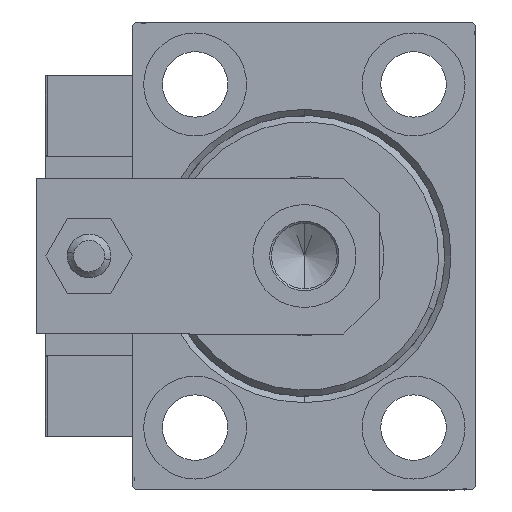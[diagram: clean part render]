
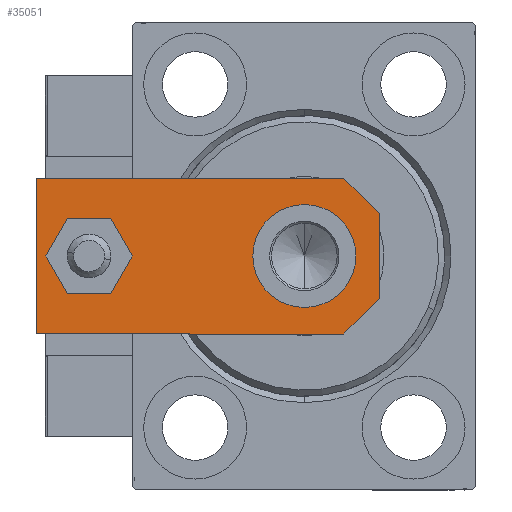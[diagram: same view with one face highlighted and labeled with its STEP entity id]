
A CAD part, left-side view. The second image highlights one B-rep face of the part: STEP entity #35051.
In plain terms, the highlighted face is planar.
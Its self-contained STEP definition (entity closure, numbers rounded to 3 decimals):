
#1174 = DIRECTION ( 'NONE',  ( 0., 0., 1. ) ) ;
#2214 = EDGE_LOOP ( 'NONE', ( #3091, #19677 ) ) ;
#3091 = ORIENTED_EDGE ( 'NONE', *, *, #21070, .F. ) ;
#3448 = CARTESIAN_POINT ( 'NONE',  ( 0., 46.5, 6. ) ) ;
#3558 = AXIS2_PLACEMENT_3D ( 'NONE', #11199, #29993, #15326 ) ;
#3603 = ORIENTED_EDGE ( 'NONE', *, *, #33473, .T. ) ;
#3935 = VECTOR ( 'NONE', #9540, 1000. ) ;
#4391 = CARTESIAN_POINT ( 'NONE',  ( 8.25, 12., 6. ) ) ;
#4496 = FACE_BOUND ( 'NONE', #41211, .T. ) ;
#4859 = LINE ( 'NONE', #28555, #11019 ) ;
#5034 = CARTESIAN_POINT ( 'NONE',  ( 0., 12., 6. ) ) ;
#6380 = ORIENTED_EDGE ( 'NONE', *, *, #13612, .T. ) ;
#7817 = CARTESIAN_POINT ( 'NONE',  ( 12.5, 55., 6. ) ) ;
#8068 = AXIS2_PLACEMENT_3D ( 'NONE', #50659, #30560, #34943 ) ;
#8497 = EDGE_CURVE ( 'NONE', #32072, #48753, #4859, .T. ) ;
#9540 = DIRECTION ( 'NONE',  ( 0., -1., 0. ) ) ;
#10088 = ORIENTED_EDGE ( 'NONE', *, *, #48316, .T. ) ;
#10117 = VECTOR ( 'NONE', #13711, 1000. ) ;
#10733 = LINE ( 'NONE', #50147, #42107 ) ;
#11019 = VECTOR ( 'NONE', #20851, 1000. ) ;
#11199 = CARTESIAN_POINT ( 'NONE',  ( 0., 0., 6. ) ) ;
#12217 = CARTESIAN_POINT ( 'NONE',  ( -6.84, 0., 6. ) ) ;
#12712 = ORIENTED_EDGE ( 'NONE', *, *, #15885, .F. ) ;
#13335 = VERTEX_POINT ( 'NONE', #46937 ) ;
#13612 = EDGE_CURVE ( 'NONE', #33910, #48939, #25766, .T. ) ;
#13711 = DIRECTION ( 'NONE',  ( 0.707, -0.707, 0. ) ) ;
#13958 = CARTESIAN_POINT ( 'NONE',  ( -3.42, -3.42, 6. ) ) ;
#14946 = CIRCLE ( 'NONE', #24036, 8.25 ) ;
#15326 = DIRECTION ( 'NONE',  ( 1., 0., 0. ) ) ;
#15328 = VECTOR ( 'NONE', #37359, 1000. ) ;
#15486 = CARTESIAN_POINT ( 'NONE',  ( 12.5, 55., 6. ) ) ;
#15885 = EDGE_CURVE ( 'NONE', #13335, #17837, #49993, .T. ) ;
#16704 = CARTESIAN_POINT ( 'NONE',  ( 0., 12., 6. ) ) ;
#17837 = VERTEX_POINT ( 'NONE', #23893 ) ;
#18083 = LINE ( 'NONE', #13958, #10117 ) ;
#18219 = DIRECTION ( 'NONE',  ( 0.707, 0.707, 0. ) ) ;
#19183 = DIRECTION ( 'NONE',  ( 0., 0., 1. ) ) ;
#19280 = VERTEX_POINT ( 'NONE', #19867 ) ;
#19426 = VERTEX_POINT ( 'NONE', #21138 ) ;
#19532 = VERTEX_POINT ( 'NONE', #30862 ) ;
#19677 = ORIENTED_EDGE ( 'NONE', *, *, #30472, .F. ) ;
#19867 = CARTESIAN_POINT ( 'NONE',  ( -8.25, 12., 6. ) ) ;
#20365 = EDGE_CURVE ( 'NONE', #19426, #19532, #29103, .T. ) ;
#20851 = DIRECTION ( 'NONE',  ( 1., 0., 0. ) ) ;
#21005 = EDGE_CURVE ( 'NONE', #17837, #13335, #26187, .T. ) ;
#21070 = EDGE_CURVE ( 'NONE', #19280, #44002, #33573, .T. ) ;
#21138 = CARTESIAN_POINT ( 'NONE',  ( -12.5, 55., 6. ) ) ;
#23893 = CARTESIAN_POINT ( 'NONE',  ( -4., 46.5, 6. ) ) ;
#23916 = DIRECTION ( 'NONE',  ( 1., 0., 0. ) ) ;
#24036 = AXIS2_PLACEMENT_3D ( 'NONE', #16704, #24417, #23916 ) ;
#24417 = DIRECTION ( 'NONE',  ( 0., 0., 1. ) ) ;
#25766 = LINE ( 'NONE', #45100, #15328 ) ;
#26187 = CIRCLE ( 'NONE', #8068, 4. ) ;
#28555 = CARTESIAN_POINT ( 'NONE',  ( -12.5, 0., 6. ) ) ;
#29103 = LINE ( 'NONE', #48687, #3935 ) ;
#29993 = DIRECTION ( 'NONE',  ( 0., 0., 1. ) ) ;
#30472 = EDGE_CURVE ( 'NONE', #44002, #19280, #14946, .T. ) ;
#30560 = DIRECTION ( 'NONE',  ( 0., 0., 1. ) ) ;
#30653 = EDGE_CURVE ( 'NONE', #48753, #33910, #10733, .T. ) ;
#30862 = CARTESIAN_POINT ( 'NONE',  ( -12.5, 5.66, 6. ) ) ;
#30911 = ORIENTED_EDGE ( 'NONE', *, *, #30653, .T. ) ;
#31942 = ORIENTED_EDGE ( 'NONE', *, *, #8497, .T. ) ;
#32072 = VERTEX_POINT ( 'NONE', #12217 ) ;
#33473 = EDGE_CURVE ( 'NONE', #19532, #32072, #18083, .T. ) ;
#33573 = CIRCLE ( 'NONE', #39357, 8.25 ) ;
#33709 = CARTESIAN_POINT ( 'NONE',  ( 12.5, 5.66, 6. ) ) ;
#33910 = VERTEX_POINT ( 'NONE', #33709 ) ;
#34943 = DIRECTION ( 'NONE',  ( 1., 0., 0. ) ) ;
#35051 = ADVANCED_FACE ( 'NONE', ( #4496, #35929, #37724 ), #41855, .T. ) ;
#35717 = DIRECTION ( 'NONE',  ( 1., 0., 0. ) ) ;
#35929 = FACE_OUTER_BOUND ( 'NONE', #37174, .T. ) ;
#37174 = EDGE_LOOP ( 'NONE', ( #50139, #3603, #31942, #30911, #6380, #10088 ) ) ;
#37359 = DIRECTION ( 'NONE',  ( 0., 1., 0. ) ) ;
#37724 = FACE_BOUND ( 'NONE', #2214, .T. ) ;
#39282 = AXIS2_PLACEMENT_3D ( 'NONE', #3448, #19183, #50604 ) ;
#39357 = AXIS2_PLACEMENT_3D ( 'NONE', #5034, #1174, #35717 ) ;
#41211 = EDGE_LOOP ( 'NONE', ( #42006, #12712 ) ) ;
#41855 = PLANE ( 'NONE',  #3558 ) ;
#42006 = ORIENTED_EDGE ( 'NONE', *, *, #21005, .F. ) ;
#42107 = VECTOR ( 'NONE', #18219, 1000. ) ;
#44002 = VERTEX_POINT ( 'NONE', #4391 ) ;
#45100 = CARTESIAN_POINT ( 'NONE',  ( 12.5, 0., 6. ) ) ;
#45180 = CARTESIAN_POINT ( 'NONE',  ( 6.84, 0., 6. ) ) ;
#46389 = DIRECTION ( 'NONE',  ( -1., 0., 0. ) ) ;
#46893 = LINE ( 'NONE', #15486, #49970 ) ;
#46937 = CARTESIAN_POINT ( 'NONE',  ( 4., 46.5, 6. ) ) ;
#48316 = EDGE_CURVE ( 'NONE', #48939, #19426, #46893, .T. ) ;
#48687 = CARTESIAN_POINT ( 'NONE',  ( -12.5, 55., 6. ) ) ;
#48753 = VERTEX_POINT ( 'NONE', #45180 ) ;
#48939 = VERTEX_POINT ( 'NONE', #7817 ) ;
#49970 = VECTOR ( 'NONE', #46389, 1000. ) ;
#49993 = CIRCLE ( 'NONE', #39282, 4. ) ;
#50139 = ORIENTED_EDGE ( 'NONE', *, *, #20365, .T. ) ;
#50147 = CARTESIAN_POINT ( 'NONE',  ( 3.42, -3.42, 6. ) ) ;
#50604 = DIRECTION ( 'NONE',  ( 1., 0., 0. ) ) ;
#50659 = CARTESIAN_POINT ( 'NONE',  ( 0., 46.5, 6. ) ) ;
